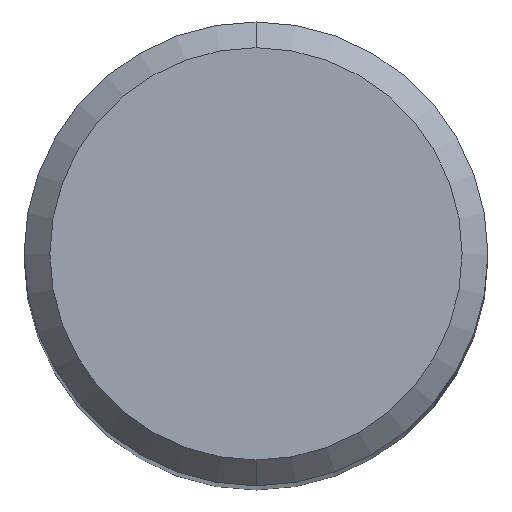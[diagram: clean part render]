
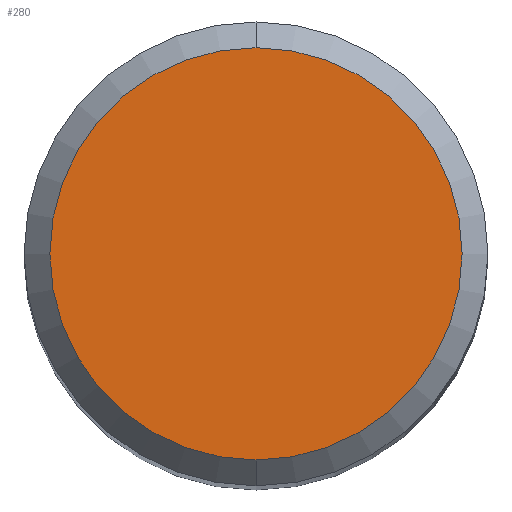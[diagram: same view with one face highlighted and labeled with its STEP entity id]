
A CAD part, top view. The second image highlights one B-rep face of the part: STEP entity #280.
In plain terms, the highlighted planar face has unit normal (0, 0, 1).
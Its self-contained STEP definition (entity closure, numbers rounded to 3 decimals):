
#146=EDGE_CURVE('',#258,#250,#352,.T.);
#250=VERTEX_POINT('',#469);
#258=VERTEX_POINT('',#477);
#274=EDGE_CURVE('',#250,#258,#496,.T.);
#280=ADVANCED_FACE('',(#503),#504,.T.);
#352=CIRCLE('',#581,4.0);
#469=CARTESIAN_POINT('',(0.0,4.0,46.21));
#477=CARTESIAN_POINT('',(0.,-4.0,46.21));
#496=CIRCLE('',#765,4.0);
#503=FACE_OUTER_BOUND('',#774,.T.);
#504=PLANE('',#775);
#581=AXIS2_PLACEMENT_3D('',#848,#849,#850);
#765=AXIS2_PLACEMENT_3D('',#1024,#1025,#1026);
#774=EDGE_LOOP('',(#1037,#1038));
#775=AXIS2_PLACEMENT_3D('',#1039,#1040,#1041);
#848=CARTESIAN_POINT('',(0.0,0.0,46.21));
#849=DIRECTION('',(0.0,0.0,-1.0));
#850=DIRECTION('',(0.0,1.0,0.0));
#1024=CARTESIAN_POINT('',(0.0,0.0,46.21));
#1025=DIRECTION('',(0.0,0.0,-1.0));
#1026=DIRECTION('',(0.0,1.0,0.0));
#1037=ORIENTED_EDGE('',*,*,#274,.F.);
#1038=ORIENTED_EDGE('',*,*,#146,.F.);
#1039=CARTESIAN_POINT('',(0.0,2.0,46.21));
#1040=DIRECTION('',(-0.0,0.0,1.0));
#1041=DIRECTION('',(0.0,-1.0,0.0));
